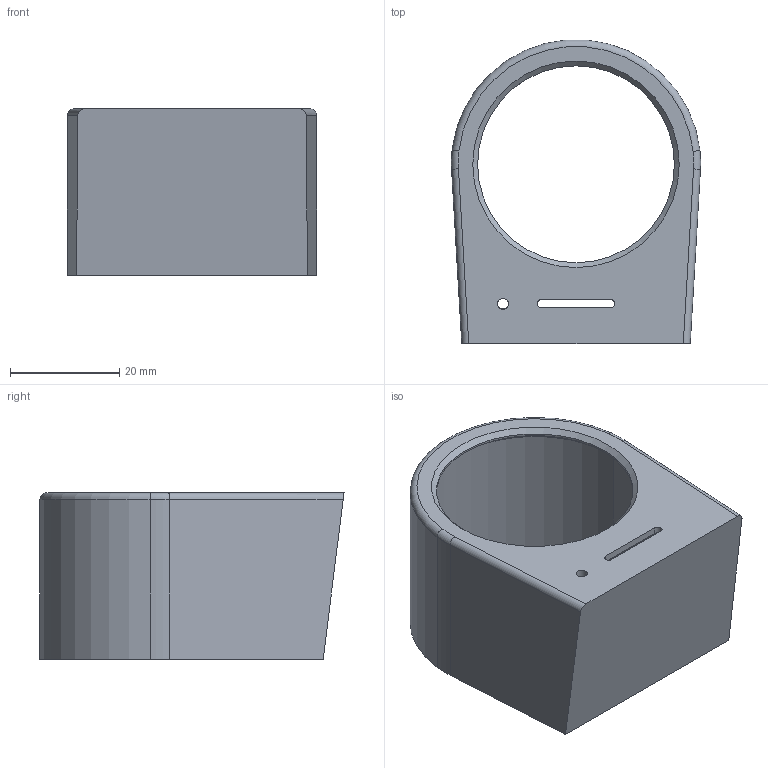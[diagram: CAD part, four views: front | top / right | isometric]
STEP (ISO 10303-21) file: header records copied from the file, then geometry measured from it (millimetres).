
FILE_DESCRIPTION(/* description */ (''),/* implementation_level */ '2;1');
FILE_NAME(/* name */ 'Enclosure.step',/* time_stamp */ '2022-11-11T13:06:51-04:00',/* author */ (''),/* organization */ (''),/* preprocessor_version */ 'ST-DEVELOPER v19.2',/* originating_system */ 'Autodesk Translation Framework v11.17.0.187',/* authorisation */ '');
FILE_SCHEMA (('AUTOMOTIVE_DESIGN { 1 0 10303 214 3 1 1 }'));
Length unit declared in the file: inch
Products named in the file (1): Enclosure
Bounding box: 45.69 x 55.71 x 30.48 mm (x, y, z)
Volume: 14501.1 mm3; surface area: 12511.1 mm2
Topology: 1 solids, 1 shells, 42 faces, 107 edges, 69 vertices
Faces by surface type: plane 27, cylinder 11, torus 3, cone 1
Full cylindrical faces by diameter (mm): 2.032 x1, 36.068 x1
Entity records: 1314 total; most frequent: DIRECTION 225, CARTESIAN_POINT 219, ORIENTED_EDGE 214, EDGE_CURVE 107, LINE 75, VECTOR 75, AXIS2_PLACEMENT_3D 75, VERTEX_POINT 69
